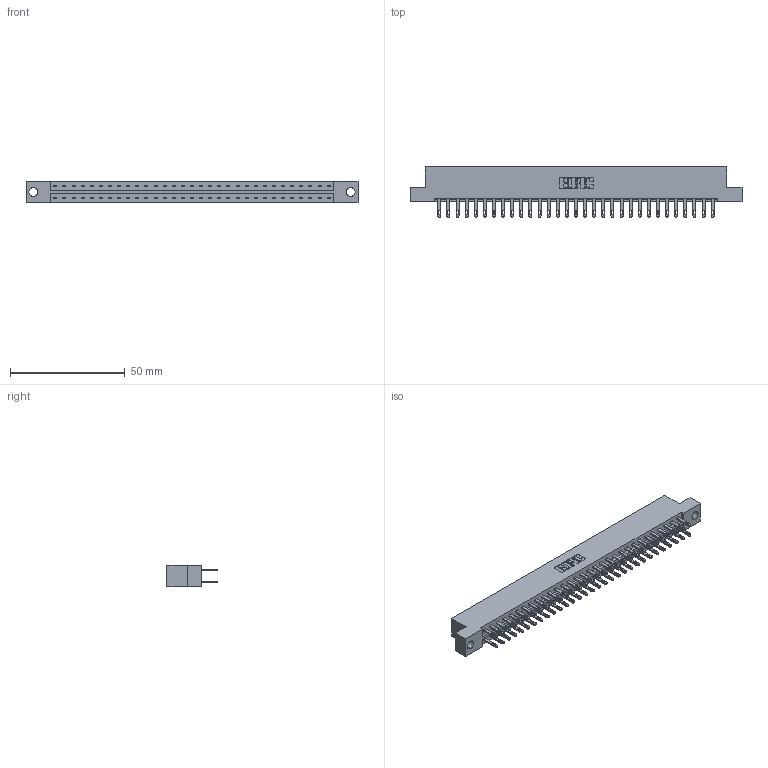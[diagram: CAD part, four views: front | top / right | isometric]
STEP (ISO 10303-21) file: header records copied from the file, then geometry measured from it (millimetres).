
FILE_DESCRIPTION (( 'STEP AP203' ), '1' );
FILE_NAME ('833-062-500-204.STEP', '2020-06-05T04:59:06', ( '' ), ( '' ), 'SwSTEP 2.0', 'SolidWorks 2020', '' );
FILE_SCHEMA (( 'CONFIG_CONTROL_DESIGN' ));
Length unit declared in the file: inch
Products named in the file (3): 833-062-500-204; 833 Part_Flush - .156 Dia - TH; 345-292-001_345-293-100
Assembly tree (63 placements, depth 2):
  833-062-500-204
    833 Part_Flush - .156 Dia - TH
    345-292-001_345-293-100  x62
Bounding box: 144.37 x 21.85 x 9.4 mm (x, y, z)
Volume: 14738.5 mm3; surface area: 17788 mm2
Topology: 63 solids, 63 shells, 3090 faces, 9425 edges, 6282 vertices
Faces by surface type: plane 1930, cylinder 1160
Entity records: 21299 total; most frequent: CARTESIAN_POINT 3542, ORIENTED_EDGE 3478, DIRECTION 3047, EDGE_CURVE 1739, VECTOR 1607, LINE 1607, VERTEX_POINT 1158, AXIS2_PLACEMENT_3D 720
